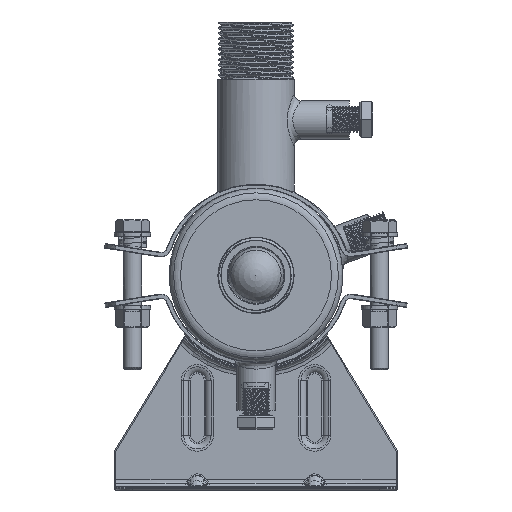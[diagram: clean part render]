
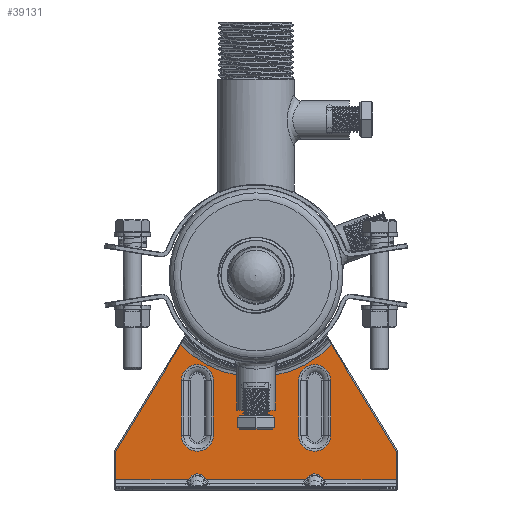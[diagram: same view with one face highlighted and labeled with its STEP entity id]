
A CAD part, left-side view. The second image highlights one B-rep face of the part: STEP entity #39131.
In plain terms, the highlighted face is planar.
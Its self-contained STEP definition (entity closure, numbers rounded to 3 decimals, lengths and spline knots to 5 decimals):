
#1155=ELLIPSE('',#41774,0.00707,0.005);
#1156=ELLIPSE('',#41775,0.00707,0.005);
#2418=LINE('',#90648,#3775);
#2419=LINE('',#90651,#3776);
#2420=LINE('',#90655,#3777);
#2421=LINE('',#90657,#3778);
#2422=LINE('',#90659,#3779);
#2423=LINE('',#90661,#3780);
#2424=LINE('',#90665,#3781);
#2425=LINE('',#90667,#3782);
#2426=LINE('',#90669,#3783);
#2427=LINE('',#90673,#3784);
#2428=LINE('',#90675,#3785);
#2429=LINE('',#90676,#3786);
#2430=LINE('',#90681,#3787);
#2431=LINE('',#90684,#3788);
#2432=LINE('',#90689,#3789);
#3775=VECTOR('',#47509,1.);
#3776=VECTOR('',#47510,1.);
#3777=VECTOR('',#47513,1.);
#3778=VECTOR('',#47514,1.);
#3779=VECTOR('',#47515,1.);
#3780=VECTOR('',#47516,1.);
#3781=VECTOR('',#47519,1.);
#3782=VECTOR('',#47520,1.);
#3783=VECTOR('',#47521,1.);
#3784=VECTOR('',#47524,1.);
#3785=VECTOR('',#47525,1.);
#3786=VECTOR('',#47526,1.);
#3787=VECTOR('',#47529,1.);
#3788=VECTOR('',#47532,1.);
#3789=VECTOR('',#47535,1.);
#5229=PLANE('',#41772);
#19560=ORIENTED_EDGE('',*,*,#26041,.T.);
#19561=ORIENTED_EDGE('',*,*,#26042,.T.);
#19562=ORIENTED_EDGE('',*,*,#26043,.T.);
#19563=ORIENTED_EDGE('',*,*,#26044,.T.);
#19564=ORIENTED_EDGE('',*,*,#26045,.T.);
#19565=ORIENTED_EDGE('',*,*,#26046,.T.);
#19566=ORIENTED_EDGE('',*,*,#26047,.T.);
#19567=ORIENTED_EDGE('',*,*,#26048,.T.);
#19568=ORIENTED_EDGE('',*,*,#26049,.T.);
#19569=ORIENTED_EDGE('',*,*,#26050,.T.);
#19570=ORIENTED_EDGE('',*,*,#26051,.T.);
#19571=ORIENTED_EDGE('',*,*,#26052,.T.);
#19572=ORIENTED_EDGE('',*,*,#26053,.T.);
#19573=ORIENTED_EDGE('',*,*,#26054,.T.);
#19574=ORIENTED_EDGE('',*,*,#26055,.T.);
#19575=ORIENTED_EDGE('',*,*,#26056,.T.);
#19576=ORIENTED_EDGE('',*,*,#26057,.T.);
#19577=ORIENTED_EDGE('',*,*,#26058,.T.);
#19578=ORIENTED_EDGE('',*,*,#26059,.T.);
#19579=ORIENTED_EDGE('',*,*,#26060,.T.);
#19580=ORIENTED_EDGE('',*,*,#26061,.T.);
#19581=ORIENTED_EDGE('',*,*,#26062,.T.);
#26041=EDGE_CURVE('',#30207,#30208,#2418,.T.);
#26042=EDGE_CURVE('',#30208,#30209,#2419,.T.);
#26043=EDGE_CURVE('',#30209,#30210,#31132,.F.);
#26044=EDGE_CURVE('',#30210,#30211,#2420,.F.);
#26045=EDGE_CURVE('',#30211,#30212,#2421,.F.);
#26046=EDGE_CURVE('',#30212,#30213,#2422,.T.);
#26047=EDGE_CURVE('',#30213,#30214,#2423,.T.);
#26048=EDGE_CURVE('',#30214,#30215,#1155,.F.);
#26049=EDGE_CURVE('',#30215,#30216,#2424,.T.);
#26050=EDGE_CURVE('',#30216,#30217,#2425,.T.);
#26051=EDGE_CURVE('',#30217,#30218,#2426,.F.);
#26052=EDGE_CURVE('',#30218,#30219,#1156,.F.);
#26053=EDGE_CURVE('',#30219,#30220,#2427,.F.);
#26054=EDGE_CURVE('',#30220,#30207,#2428,.T.);
#26055=EDGE_CURVE('',#30221,#30222,#2429,.F.);
#26056=EDGE_CURVE('',#30222,#30223,#31133,.F.);
#26057=EDGE_CURVE('',#30223,#30224,#2430,.T.);
#26058=EDGE_CURVE('',#30224,#30221,#31134,.F.);
#26059=EDGE_CURVE('',#30225,#30226,#2431,.F.);
#26060=EDGE_CURVE('',#30226,#30227,#31135,.F.);
#26061=EDGE_CURVE('',#30227,#30228,#2432,.T.);
#26062=EDGE_CURVE('',#30228,#30225,#31136,.F.);
#30207=VERTEX_POINT('',#90649);
#30208=VERTEX_POINT('',#90650);
#30209=VERTEX_POINT('',#90652);
#30210=VERTEX_POINT('',#90654);
#30211=VERTEX_POINT('',#90656);
#30212=VERTEX_POINT('',#90658);
#30213=VERTEX_POINT('',#90660);
#30214=VERTEX_POINT('',#90662);
#30215=VERTEX_POINT('',#90664);
#30216=VERTEX_POINT('',#90666);
#30217=VERTEX_POINT('',#90668);
#30218=VERTEX_POINT('',#90670);
#30219=VERTEX_POINT('',#90672);
#30220=VERTEX_POINT('',#90674);
#30221=VERTEX_POINT('',#90677);
#30222=VERTEX_POINT('',#90678);
#30223=VERTEX_POINT('',#90680);
#30224=VERTEX_POINT('',#90682);
#30225=VERTEX_POINT('',#90685);
#30226=VERTEX_POINT('',#90686);
#30227=VERTEX_POINT('',#90688);
#30228=VERTEX_POINT('',#90690);
#31132=CIRCLE('',#41773,0.04584);
#31133=CIRCLE('',#41776,0.007);
#31134=CIRCLE('',#41777,0.007);
#31135=CIRCLE('',#41778,0.007);
#31136=CIRCLE('',#41779,0.007);
#33725=EDGE_LOOP('',(#19560,#19561,#19562,#19563,#19564,#19565,#19566,#19567,
#19568,#19569,#19570,#19571,#19572,#19573));
#33726=EDGE_LOOP('',(#19574,#19575,#19576,#19577));
#33727=EDGE_LOOP('',(#19578,#19579,#19580,#19581));
#36374=FACE_BOUND('',#33725,.T.);
#36375=FACE_BOUND('',#33726,.T.);
#36376=FACE_BOUND('',#33727,.T.);
#39131=ADVANCED_FACE('',(#36374,#36375,#36376),#5229,.T.);
#41772=AXIS2_PLACEMENT_3D('',#90647,#47507,#47508);
#41773=AXIS2_PLACEMENT_3D('',#90653,#47511,#47512);
#41774=AXIS2_PLACEMENT_3D('',#90663,#47517,#47518);
#41775=AXIS2_PLACEMENT_3D('',#90671,#47522,#47523);
#41776=AXIS2_PLACEMENT_3D('',#90679,#47527,#47528);
#41777=AXIS2_PLACEMENT_3D('',#90683,#47530,#47531);
#41778=AXIS2_PLACEMENT_3D('',#90687,#47533,#47534);
#41779=AXIS2_PLACEMENT_3D('',#90691,#47536,#47537);
#47507=DIRECTION('',(0.,-1.,0.));
#47508=DIRECTION('',(1.,0.,0.));
#47509=DIRECTION('',(0.,0.,1.));
#47510=DIRECTION('',(-0.52,0.,0.854));
#47511=DIRECTION('',(0.,-1.,0.));
#47512=DIRECTION('',(0.,0.,-1.));
#47513=DIRECTION('',(0.52,0.,0.854));
#47514=DIRECTION('',(0.,0.,1.));
#47515=DIRECTION('',(1.,0.,0.));
#47516=DIRECTION('',(0.577,0.,0.816));
#47517=DIRECTION('',(0.,-1.,0.));
#47518=DIRECTION('',(0.,0.,-1.));
#47519=DIRECTION('',(0.577,0.,-0.816));
#47520=DIRECTION('',(1.,0.,0.));
#47521=DIRECTION('',(-0.577,0.,-0.816));
#47522=DIRECTION('',(0.,-1.,0.));
#47523=DIRECTION('',(0.,0.,-1.));
#47524=DIRECTION('',(-0.577,0.,0.816));
#47525=DIRECTION('',(1.,0.,0.));
#47526=DIRECTION('',(0.,0.,-1.));
#47527=DIRECTION('',(0.,-1.,0.));
#47528=DIRECTION('',(0.,0.,-1.));
#47529=DIRECTION('',(0.,0.,-1.));
#47530=DIRECTION('',(0.,-1.,0.));
#47531=DIRECTION('',(0.,0.,-1.));
#47532=DIRECTION('',(0.,0.,-1.));
#47533=DIRECTION('',(0.,-1.,0.));
#47534=DIRECTION('',(0.,0.,-1.));
#47535=DIRECTION('',(0.,0.,-1.));
#47536=DIRECTION('',(0.,-1.,0.));
#47537=DIRECTION('',(0.,0.,-1.));
#90647=CARTESIAN_POINT('',(0.00007,-0.0015,0.05347));
#90648=CARTESIAN_POINT('',(0.0615,-0.0015,0.01702));
#90649=CARTESIAN_POINT('',(0.0615,-0.0015,0.0045));
#90650=CARTESIAN_POINT('',(0.0615,-0.0015,0.01688));
#90651=CARTESIAN_POINT('',(0.03301,-0.0015,0.06372));
#90652=CARTESIAN_POINT('',(0.03308,-0.0015,0.0636));
#90653=CARTESIAN_POINT('',(0.,-0.0015,0.09534));
#90654=CARTESIAN_POINT('',(-0.03308,-0.0015,0.0636));
#90655=CARTESIAN_POINT('',(-0.02862,-0.0015,0.07093));
#90656=CARTESIAN_POINT('',(-0.0615,-0.0015,0.01688));
#90657=CARTESIAN_POINT('',(-0.0615,-0.0015,0.05347));
#90658=CARTESIAN_POINT('',(-0.0615,-0.0015,0.0045));
#90659=CARTESIAN_POINT('',(0.00007,-0.0015,0.0045));
#90660=CARTESIAN_POINT('',(-0.02965,-0.0015,0.0045));
#90661=CARTESIAN_POINT('',(-0.02902,-0.0015,0.00539));
#90662=CARTESIAN_POINT('',(-0.02925,-0.0015,0.00506));
#90663=CARTESIAN_POINT('',(-0.02572,-0.0015,0.00006));
#90664=CARTESIAN_POINT('',(-0.02218,-0.0015,0.00506));
#90665=CARTESIAN_POINT('',(-0.0199,-0.0015,0.00183));
#90666=CARTESIAN_POINT('',(-0.02179,-0.0015,0.0045));
#90667=CARTESIAN_POINT('',(0.00007,-0.0015,0.0045));
#90668=CARTESIAN_POINT('',(0.02179,-0.0015,0.0045));
#90669=CARTESIAN_POINT('',(0.03764,-0.0015,0.02691));
#90670=CARTESIAN_POINT('',(0.02218,-0.0015,0.00506));
#90671=CARTESIAN_POINT('',(0.02572,-0.0015,0.00006));
#90672=CARTESIAN_POINT('',(0.02925,-0.0015,0.00506));
#90673=CARTESIAN_POINT('',(-0.0033,-0.0015,0.05109));
#90674=CARTESIAN_POINT('',(0.02965,-0.0015,0.0045));
#90675=CARTESIAN_POINT('',(0.00007,-0.0015,0.0045));
#90676=CARTESIAN_POINT('',(0.01872,-0.0015,0.04799));
#90677=CARTESIAN_POINT('',(0.01872,-0.0015,0.02399));
#90678=CARTESIAN_POINT('',(0.01872,-0.0015,0.04799));
#90679=CARTESIAN_POINT('',(0.02572,-0.0015,0.04799));
#90680=CARTESIAN_POINT('',(0.03272,-0.0015,0.04799));
#90681=CARTESIAN_POINT('',(0.03272,-0.0015,0.05347));
#90682=CARTESIAN_POINT('',(0.03272,-0.0015,0.02399));
#90683=CARTESIAN_POINT('',(0.02572,-0.0015,0.02399));
#90684=CARTESIAN_POINT('',(-0.03272,-0.0015,0.04799));
#90685=CARTESIAN_POINT('',(-0.03272,-0.0015,0.02399));
#90686=CARTESIAN_POINT('',(-0.03272,-0.0015,0.04799));
#90687=CARTESIAN_POINT('',(-0.02572,-0.0015,0.04799));
#90688=CARTESIAN_POINT('',(-0.01872,-0.0015,0.04799));
#90689=CARTESIAN_POINT('',(-0.01872,-0.0015,0.05347));
#90690=CARTESIAN_POINT('',(-0.01872,-0.0015,0.02399));
#90691=CARTESIAN_POINT('',(-0.02572,-0.0015,0.02399));
